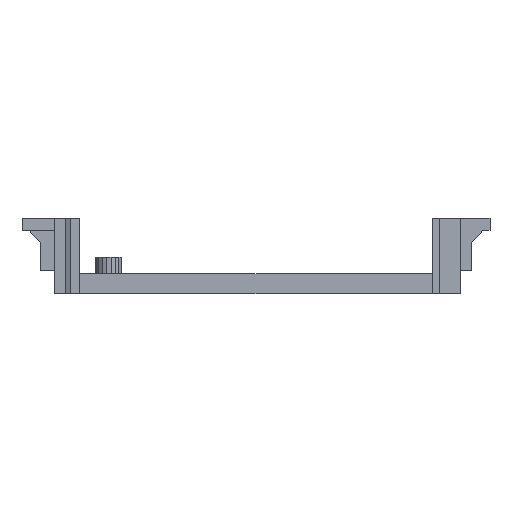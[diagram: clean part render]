
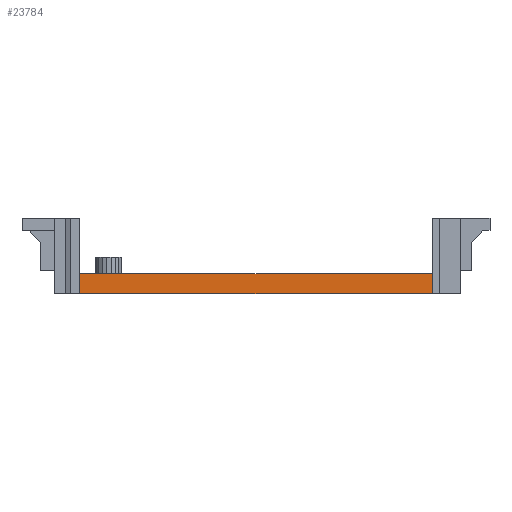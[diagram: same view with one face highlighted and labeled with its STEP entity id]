
A CAD part, front view. The second image highlights one B-rep face of the part: STEP entity #23784.
In plain terms, the highlighted planar face has unit normal (0, -1, 0).
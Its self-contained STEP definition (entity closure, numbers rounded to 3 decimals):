
#529 = PLANE('',#530);
#530 = AXIS2_PLACEMENT_3D('',#531,#532,#533);
#531 = CARTESIAN_POINT('',(-17.4,-8.043,
    -0.343));
#532 = DIRECTION('',(1.,0.,0.));
#533 = DIRECTION('',(0.,0.,1.));
#1050 = PLANE('',#1051);
#1051 = AXIS2_PLACEMENT_3D('',#1052,#1053,#1054);
#1052 = CARTESIAN_POINT('',(0.,0.,
    -1.74));
#1053 = DIRECTION('',(0.,0.,1.));
#1054 = DIRECTION('',(1.,0.,0.));
#1279 = VERTEX_POINT('',#1280);
#1280 = CARTESIAN_POINT('',(-17.4,-7.05,
    -1.74));
#1301 = EDGE_CURVE('',#1302,#1279,#1304,.T.);
#1302 = VERTEX_POINT('',#1303);
#1303 = CARTESIAN_POINT('',(17.4,-7.05,
    -1.74));
#1304 = SURFACE_CURVE('',#1305,(#1309,#1316),.PCURVE_S1.);
#1305 = LINE('',#1306,#1307);
#1306 = CARTESIAN_POINT('',(17.4,-7.05,
    -1.74));
#1307 = VECTOR('',#1308,1.);
#1308 = DIRECTION('',(-1.,0.,0.));
#1309 = PCURVE('',#1050,#1310);
#1310 = DEFINITIONAL_REPRESENTATION('',(#1311),#1315);
#1311 = LINE('',#1312,#1313);
#1312 = CARTESIAN_POINT('',(17.4,-7.05));
#1313 = VECTOR('',#1314,1.);
#1314 = DIRECTION('',(-1.,0.));
#1315 = ( GEOMETRIC_REPRESENTATION_CONTEXT(2) 
PARAMETRIC_REPRESENTATION_CONTEXT() REPRESENTATION_CONTEXT('2D SPACE',''
  ) );
#1316 = PCURVE('',#1317,#1322);
#1317 = PLANE('',#1318);
#1318 = AXIS2_PLACEMENT_3D('',#1319,#1320,#1321);
#1319 = CARTESIAN_POINT('',(0.,-7.05,-2.74));
#1320 = DIRECTION('',(-0.,-1.,-0.));
#1321 = DIRECTION('',(0.,0.,-1.));
#1322 = DEFINITIONAL_REPRESENTATION('',(#1323),#1327);
#1323 = LINE('',#1324,#1325);
#1324 = CARTESIAN_POINT('',(-1.,17.4));
#1325 = VECTOR('',#1326,1.);
#1326 = DIRECTION('',(0.,-1.));
#1327 = ( GEOMETRIC_REPRESENTATION_CONTEXT(2) 
PARAMETRIC_REPRESENTATION_CONTEXT() REPRESENTATION_CONTEXT('2D SPACE',''
  ) );
#1345 = PLANE('',#1346);
#1346 = AXIS2_PLACEMENT_3D('',#1347,#1348,#1349);
#1347 = CARTESIAN_POINT('',(17.4,-8.043,
    -0.343));
#1348 = DIRECTION('',(-1.,-0.,-0.));
#1349 = DIRECTION('',(0.,0.,-1.));
#20676 = PLANE('',#20677);
#20677 = AXIS2_PLACEMENT_3D('',#20678,#20679,#20680);
#20678 = CARTESIAN_POINT('',(-0.101,0.,-3.74));
#20679 = DIRECTION('',(0.,0.,-1.));
#20680 = DIRECTION('',(-1.,0.,0.));
#20759 = VERTEX_POINT('',#20760);
#20760 = CARTESIAN_POINT('',(-17.4,-7.05,
    -3.74));
#20781 = EDGE_CURVE('',#20759,#1279,#20782,.T.);
#20782 = SURFACE_CURVE('',#20783,(#20787,#20794),.PCURVE_S1.);
#20783 = LINE('',#20784,#20785);
#20784 = CARTESIAN_POINT('',(-17.4,-7.05,
    -3.74));
#20785 = VECTOR('',#20786,1.);
#20786 = DIRECTION('',(0.,0.,1.));
#20787 = PCURVE('',#529,#20788);
#20788 = DEFINITIONAL_REPRESENTATION('',(#20789),#20793);
#20789 = LINE('',#20790,#20791);
#20790 = CARTESIAN_POINT('',(-3.397,-0.993));
#20791 = VECTOR('',#20792,1.);
#20792 = DIRECTION('',(1.,0.));
#20793 = ( GEOMETRIC_REPRESENTATION_CONTEXT(2) 
PARAMETRIC_REPRESENTATION_CONTEXT() REPRESENTATION_CONTEXT('2D SPACE',''
  ) );
#20794 = PCURVE('',#1317,#20795);
#20795 = DEFINITIONAL_REPRESENTATION('',(#20796),#20800);
#20796 = LINE('',#20797,#20798);
#20797 = CARTESIAN_POINT('',(1.,-17.4));
#20798 = VECTOR('',#20799,1.);
#20799 = DIRECTION('',(-1.,0.));
#20800 = ( GEOMETRIC_REPRESENTATION_CONTEXT(2) 
PARAMETRIC_REPRESENTATION_CONTEXT() REPRESENTATION_CONTEXT('2D SPACE',''
  ) );
#20828 = EDGE_CURVE('',#1302,#20829,#20831,.T.);
#20829 = VERTEX_POINT('',#20830);
#20830 = CARTESIAN_POINT('',(17.4,-7.05,
    -3.74));
#20831 = SURFACE_CURVE('',#20832,(#20836,#20843),.PCURVE_S1.);
#20832 = LINE('',#20833,#20834);
#20833 = CARTESIAN_POINT('',(17.4,-7.05,
    -1.74));
#20834 = VECTOR('',#20835,1.);
#20835 = DIRECTION('',(0.,0.,-1.));
#20836 = PCURVE('',#1345,#20837);
#20837 = DEFINITIONAL_REPRESENTATION('',(#20838),#20842);
#20838 = LINE('',#20839,#20840);
#20839 = CARTESIAN_POINT('',(1.397,-0.993));
#20840 = VECTOR('',#20841,1.);
#20841 = DIRECTION('',(1.,0.));
#20842 = ( GEOMETRIC_REPRESENTATION_CONTEXT(2) 
PARAMETRIC_REPRESENTATION_CONTEXT() REPRESENTATION_CONTEXT('2D SPACE',''
  ) );
#20843 = PCURVE('',#1317,#20844);
#20844 = DEFINITIONAL_REPRESENTATION('',(#20845),#20849);
#20845 = LINE('',#20846,#20847);
#20846 = CARTESIAN_POINT('',(-1.,17.4));
#20847 = VECTOR('',#20848,1.);
#20848 = DIRECTION('',(1.,0.));
#20849 = ( GEOMETRIC_REPRESENTATION_CONTEXT(2) 
PARAMETRIC_REPRESENTATION_CONTEXT() REPRESENTATION_CONTEXT('2D SPACE',''
  ) );
#21123 = EDGE_CURVE('',#20829,#20759,#21124,.T.);
#21124 = SURFACE_CURVE('',#21125,(#21129,#21136),.PCURVE_S1.);
#21125 = LINE('',#21126,#21127);
#21126 = CARTESIAN_POINT('',(17.4,-7.05,
    -3.74));
#21127 = VECTOR('',#21128,1.);
#21128 = DIRECTION('',(-1.,0.,0.));
#21129 = PCURVE('',#20676,#21130);
#21130 = DEFINITIONAL_REPRESENTATION('',(#21131),#21135);
#21131 = LINE('',#21132,#21133);
#21132 = CARTESIAN_POINT('',(-17.501,-7.05));
#21133 = VECTOR('',#21134,1.);
#21134 = DIRECTION('',(1.,0.));
#21135 = ( GEOMETRIC_REPRESENTATION_CONTEXT(2) 
PARAMETRIC_REPRESENTATION_CONTEXT() REPRESENTATION_CONTEXT('2D SPACE',''
  ) );
#21136 = PCURVE('',#1317,#21137);
#21137 = DEFINITIONAL_REPRESENTATION('',(#21138),#21142);
#21138 = LINE('',#21139,#21140);
#21139 = CARTESIAN_POINT('',(1.,17.4));
#21140 = VECTOR('',#21141,1.);
#21141 = DIRECTION('',(0.,-1.));
#21142 = ( GEOMETRIC_REPRESENTATION_CONTEXT(2) 
PARAMETRIC_REPRESENTATION_CONTEXT() REPRESENTATION_CONTEXT('2D SPACE',''
  ) );
#23784 = ADVANCED_FACE('',(#23785),#1317,.T.);
#23785 = FACE_BOUND('',#23786,.T.);
#23786 = EDGE_LOOP('',(#23787,#23788,#23789,#23790));
#23787 = ORIENTED_EDGE('',*,*,#1301,.T.);
#23788 = ORIENTED_EDGE('',*,*,#20781,.F.);
#23789 = ORIENTED_EDGE('',*,*,#21123,.F.);
#23790 = ORIENTED_EDGE('',*,*,#20828,.F.);
